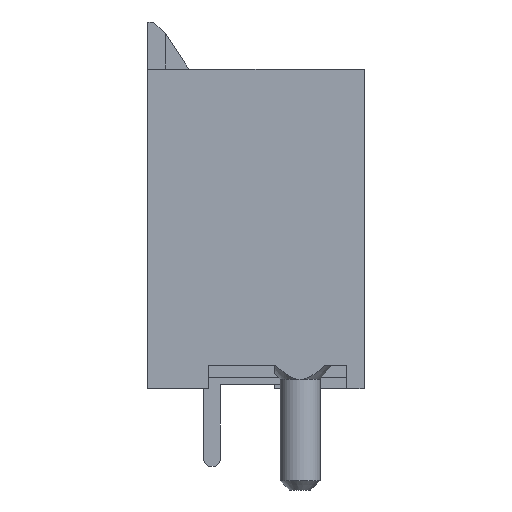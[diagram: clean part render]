
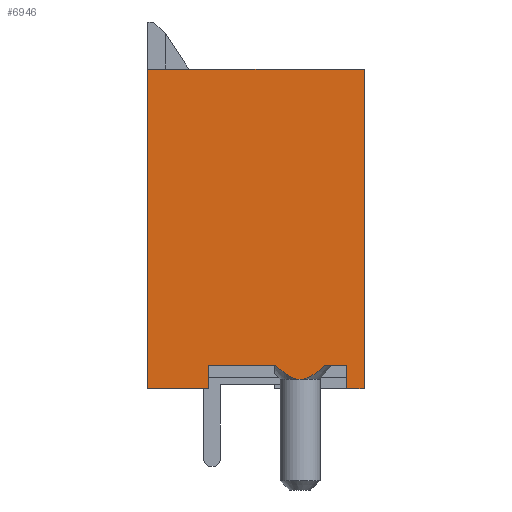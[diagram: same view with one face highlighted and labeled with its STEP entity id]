
A CAD part, left-side view. The second image highlights one B-rep face of the part: STEP entity #6946.
In plain terms, the highlighted planar face has unit normal (-1, 0, 0).
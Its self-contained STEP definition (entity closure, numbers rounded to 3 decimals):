
#25=B_SPLINE_CURVE_WITH_KNOTS('',3,(#9535,#9536,#9537,#9538,#9539,#9540,
#9541,#9542,#9543),.UNSPECIFIED.,.F.,.F.,(4,1,1,1,1,1,4),(0.,0.25,0.375,
0.5,0.625,0.75,1.),.UNSPECIFIED.);
#26=B_SPLINE_CURVE_WITH_KNOTS('',3,(#9544,#9545,#9546,#9547,#9548,#9549,
#9550,#9551,#9552),.UNSPECIFIED.,.F.,.F.,(4,1,1,1,1,1,4),(0.,0.25,0.375,
0.5,0.625,0.75,1.),.UNSPECIFIED.);
#562=ORIENTED_EDGE('',*,*,#2067,.T.);
#563=ORIENTED_EDGE('',*,*,#2068,.T.);
#564=ORIENTED_EDGE('',*,*,#2069,.T.);
#565=ORIENTED_EDGE('',*,*,#2070,.T.);
#566=ORIENTED_EDGE('',*,*,#1942,.T.);
#567=ORIENTED_EDGE('',*,*,#2071,.F.);
#568=ORIENTED_EDGE('',*,*,#2054,.T.);
#569=ORIENTED_EDGE('',*,*,#2072,.T.);
#570=ORIENTED_EDGE('',*,*,#2073,.F.);
#571=ORIENTED_EDGE('',*,*,#2074,.F.);
#572=ORIENTED_EDGE('',*,*,#1912,.T.);
#1912=EDGE_CURVE('',#2684,#2683,#3211,.T.);
#1942=EDGE_CURVE('',#2710,#2708,#3241,.T.);
#2054=EDGE_CURVE('',#2799,#2798,#3353,.T.);
#2067=EDGE_CURVE('',#2683,#2809,#3366,.T.);
#2068=EDGE_CURVE('',#2809,#2657,#25,.T.);
#2069=EDGE_CURVE('',#2657,#2810,#26,.T.);
#2070=EDGE_CURVE('',#2810,#2710,#3367,.T.);
#2071=EDGE_CURVE('',#2799,#2708,#3368,.T.);
#2072=EDGE_CURVE('',#2798,#2811,#3369,.T.);
#2073=EDGE_CURVE('',#2812,#2811,#3370,.T.);
#2074=EDGE_CURVE('',#2684,#2812,#3371,.T.);
#2657=VERTEX_POINT('',#9152);
#2683=VERTEX_POINT('',#9223);
#2684=VERTEX_POINT('',#9225);
#2708=VERTEX_POINT('',#9285);
#2710=VERTEX_POINT('',#9288);
#2798=VERTEX_POINT('',#9508);
#2799=VERTEX_POINT('',#9510);
#2809=VERTEX_POINT('',#9534);
#2810=VERTEX_POINT('',#9553);
#2811=VERTEX_POINT('',#9557);
#2812=VERTEX_POINT('',#9559);
#3211=LINE('',#9224,#3843);
#3241=LINE('',#9287,#3873);
#3353=LINE('',#9509,#3985);
#3366=LINE('',#9533,#3998);
#3367=LINE('',#9554,#3999);
#3368=LINE('',#9555,#4000);
#3369=LINE('',#9556,#4001);
#3370=LINE('',#9558,#4002);
#3371=LINE('',#9560,#4003);
#3843=VECTOR('',#7716,1000.);
#3873=VECTOR('',#7760,1000.);
#3985=VECTOR('',#7914,1000.);
#3998=VECTOR('',#7929,1000.);
#3999=VECTOR('',#7930,1000.);
#4000=VECTOR('',#7931,1000.);
#4001=VECTOR('',#7932,1000.);
#4002=VECTOR('',#7933,1000.);
#4003=VECTOR('',#7934,1000.);
#4439=EDGE_LOOP('',(#562,#563,#564,#565,#566,#567,#568,#569,#570,#571,#572));
#4704=FACE_BOUND('',#4439,.T.);
#4959=PLANE('',#7213);
#6946=ADVANCED_FACE('',(#4704),#4959,.F.);
#7213=AXIS2_PLACEMENT_3D('',#9532,#7927,#7928);
#7716=DIRECTION('',(0.,-1.,0.));
#7760=DIRECTION('',(0.,1.,0.));
#7914=DIRECTION('',(0.,-1.,0.));
#7927=DIRECTION('',(1.,0.,0.));
#7928=DIRECTION('',(0.,0.,-1.));
#7929=DIRECTION('',(0.,0.,-1.));
#7930=DIRECTION('',(0.,0.,-1.));
#7931=DIRECTION('',(0.,0.,1.));
#7932=DIRECTION('',(0.,0.,1.));
#7933=DIRECTION('',(0.,-1.,0.));
#7934=DIRECTION('',(0.,0.,1.));
#9152=CARTESIAN_POINT('',(-5.85,13.2,-1.875));
#9223=CARTESIAN_POINT('',(-5.85,12.6,2.));
#9224=CARTESIAN_POINT('',(-5.85,12.6,2.));
#9225=CARTESIAN_POINT('',(-5.85,13.6,2.));
#9285=CARTESIAN_POINT('',(-5.85,13.6,-3.85));
#9287=CARTESIAN_POINT('',(-5.85,12.6,-3.85));
#9288=CARTESIAN_POINT('',(-5.85,12.6,-3.85));
#9508=CARTESIAN_POINT('',(-5.85,0.,-4.6));
#9509=CARTESIAN_POINT('',(-5.85,13.6,-4.6));
#9510=CARTESIAN_POINT('',(-5.85,13.6,-4.6));
#9532=CARTESIAN_POINT('',(-5.85,13.6,-4.6));
#9533=CARTESIAN_POINT('',(-5.85,12.6,-0.8));
#9534=CARTESIAN_POINT('',(-5.85,12.6,-0.826));
#9535=CARTESIAN_POINT('',(-5.85,12.6,-0.826));
#9536=CARTESIAN_POINT('',(-5.85,12.684,-0.916));
#9537=CARTESIAN_POINT('',(-5.85,12.793,-1.04));
#9538=CARTESIAN_POINT('',(-5.85,12.916,-1.197));
#9539=CARTESIAN_POINT('',(-5.85,12.976,-1.277));
#9540=CARTESIAN_POINT('',(-5.85,13.087,-1.457));
#9541=CARTESIAN_POINT('',(-5.85,13.171,-1.648));
#9542=CARTESIAN_POINT('',(-5.85,13.2,-1.788));
#9543=CARTESIAN_POINT('',(-5.85,13.2,-1.875));
#9544=CARTESIAN_POINT('',(-5.85,13.2,-1.875));
#9545=CARTESIAN_POINT('',(-5.85,13.2,-1.96));
#9546=CARTESIAN_POINT('',(-5.85,13.172,-2.098));
#9547=CARTESIAN_POINT('',(-5.85,13.089,-2.288));
#9548=CARTESIAN_POINT('',(-5.85,12.982,-2.464));
#9549=CARTESIAN_POINT('',(-5.85,12.922,-2.546));
#9550=CARTESIAN_POINT('',(-5.85,12.798,-2.705));
#9551=CARTESIAN_POINT('',(-5.85,12.686,-2.831));
#9552=CARTESIAN_POINT('',(-5.85,12.6,-2.924));
#9553=CARTESIAN_POINT('',(-5.85,12.6,-2.924));
#9554=CARTESIAN_POINT('',(-5.85,12.6,-0.8));
#9555=CARTESIAN_POINT('',(-5.85,13.6,-4.6));
#9556=CARTESIAN_POINT('',(-5.85,0.,-4.6));
#9557=CARTESIAN_POINT('',(-5.85,0.,4.6));
#9558=CARTESIAN_POINT('',(-5.85,13.6,4.6));
#9559=CARTESIAN_POINT('',(-5.85,13.6,4.6));
#9560=CARTESIAN_POINT('',(-5.85,13.6,-4.6));
